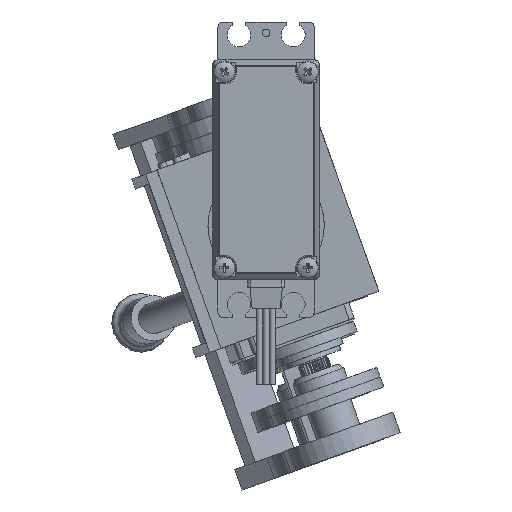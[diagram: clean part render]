
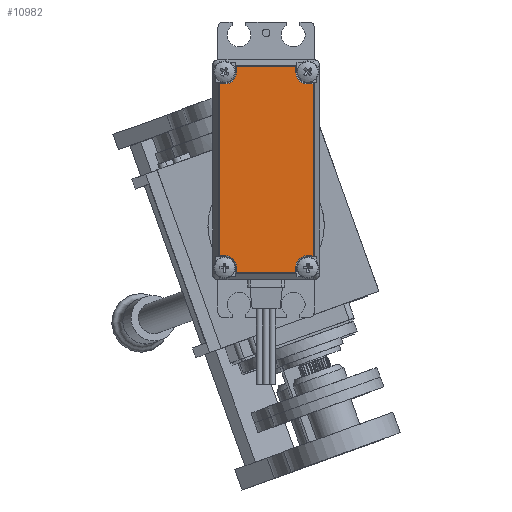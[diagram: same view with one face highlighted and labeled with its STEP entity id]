
A CAD part, front view. The second image highlights one B-rep face of the part: STEP entity #10982.
In plain terms, the highlighted planar face has unit normal (0, -1, 0).
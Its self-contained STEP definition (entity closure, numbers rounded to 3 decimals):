
#968=LINE('',#16547,#1863);
#969=LINE('',#16549,#1864);
#970=LINE('',#16551,#1865);
#971=LINE('',#16555,#1866);
#972=LINE('',#16557,#1867);
#973=LINE('',#16559,#1868);
#974=LINE('',#16563,#1869);
#975=LINE('',#16565,#1870);
#976=LINE('',#16567,#1871);
#977=LINE('',#16571,#1872);
#978=LINE('',#16573,#1873);
#979=LINE('',#16574,#1874);
#1863=VECTOR('',#13186,1.168);
#1864=VECTOR('',#13187,11.);
#1865=VECTOR('',#13188,1.168);
#1866=VECTOR('',#13191,1.168);
#1867=VECTOR('',#13192,31.8);
#1868=VECTOR('',#13193,1.168);
#1869=VECTOR('',#13196,1.168);
#1870=VECTOR('',#13197,11.);
#1871=VECTOR('',#13198,1.168);
#1872=VECTOR('',#13201,1.168);
#1873=VECTOR('',#13202,31.8);
#1874=VECTOR('',#13203,1.168);
#3070=FACE_OUTER_BOUND('',#3703,.T.);
#3703=EDGE_LOOP('',(#7577,#7578,#7579,#7580,#7581,#7582,#7583,#7584,#7585,
#7586,#7587,#7588,#7589,#7590,#7591,#7592));
#4412=CIRCLE('',#11862,2.);
#4413=CIRCLE('',#11863,2.);
#4414=CIRCLE('',#11864,2.);
#4415=CIRCLE('',#11865,2.);
#4933=VERTEX_POINT('',#16543);
#4934=VERTEX_POINT('',#16544);
#4935=VERTEX_POINT('',#16546);
#4936=VERTEX_POINT('',#16548);
#4937=VERTEX_POINT('',#16550);
#4938=VERTEX_POINT('',#16552);
#4939=VERTEX_POINT('',#16554);
#4940=VERTEX_POINT('',#16556);
#4941=VERTEX_POINT('',#16558);
#4942=VERTEX_POINT('',#16560);
#4943=VERTEX_POINT('',#16562);
#4944=VERTEX_POINT('',#16564);
#4945=VERTEX_POINT('',#16566);
#4946=VERTEX_POINT('',#16568);
#4947=VERTEX_POINT('',#16570);
#4948=VERTEX_POINT('',#16572);
#5967=EDGE_CURVE('',#4933,#4934,#4412,.T.);
#5968=EDGE_CURVE('',#4934,#4935,#968,.T.);
#5969=EDGE_CURVE('',#4935,#4936,#969,.F.);
#5970=EDGE_CURVE('',#4936,#4937,#970,.F.);
#5971=EDGE_CURVE('',#4937,#4938,#4413,.T.);
#5972=EDGE_CURVE('',#4938,#4939,#971,.F.);
#5973=EDGE_CURVE('',#4939,#4940,#972,.F.);
#5974=EDGE_CURVE('',#4940,#4941,#973,.T.);
#5975=EDGE_CURVE('',#4941,#4942,#4414,.T.);
#5976=EDGE_CURVE('',#4942,#4943,#974,.T.);
#5977=EDGE_CURVE('',#4943,#4944,#975,.T.);
#5978=EDGE_CURVE('',#4944,#4945,#976,.F.);
#5979=EDGE_CURVE('',#4945,#4946,#4415,.T.);
#5980=EDGE_CURVE('',#4946,#4947,#977,.F.);
#5981=EDGE_CURVE('',#4947,#4948,#978,.T.);
#5982=EDGE_CURVE('',#4948,#4933,#979,.T.);
#7577=ORIENTED_EDGE('',*,*,#5967,.T.);
#7578=ORIENTED_EDGE('',*,*,#5968,.T.);
#7579=ORIENTED_EDGE('',*,*,#5969,.T.);
#7580=ORIENTED_EDGE('',*,*,#5970,.T.);
#7581=ORIENTED_EDGE('',*,*,#5971,.T.);
#7582=ORIENTED_EDGE('',*,*,#5972,.T.);
#7583=ORIENTED_EDGE('',*,*,#5973,.T.);
#7584=ORIENTED_EDGE('',*,*,#5974,.T.);
#7585=ORIENTED_EDGE('',*,*,#5975,.T.);
#7586=ORIENTED_EDGE('',*,*,#5976,.T.);
#7587=ORIENTED_EDGE('',*,*,#5977,.T.);
#7588=ORIENTED_EDGE('',*,*,#5978,.T.);
#7589=ORIENTED_EDGE('',*,*,#5979,.T.);
#7590=ORIENTED_EDGE('',*,*,#5980,.T.);
#7591=ORIENTED_EDGE('',*,*,#5981,.T.);
#7592=ORIENTED_EDGE('',*,*,#5982,.T.);
#10622=PLANE('',#11861);
#10982=ADVANCED_FACE('',(#3070),#10622,.F.);
#11861=AXIS2_PLACEMENT_3D('',#16542,#13182,#13183);
#11862=AXIS2_PLACEMENT_3D('',#16545,#13184,#13185);
#11863=AXIS2_PLACEMENT_3D('',#16553,#13189,#13190);
#11864=AXIS2_PLACEMENT_3D('',#16561,#13194,#13195);
#11865=AXIS2_PLACEMENT_3D('',#16569,#13199,#13200);
#13182=DIRECTION('center_axis',(0.,1.,0.));
#13183=DIRECTION('ref_axis',(0.,0.,1.));
#13184=DIRECTION('center_axis',(0.,1.,0.));
#13185=DIRECTION('ref_axis',(0.,0.,1.));
#13186=DIRECTION('',(0.,0.,1.));
#13187=DIRECTION('',(1.,0.,0.));
#13188=DIRECTION('',(0.,0.,1.));
#13189=DIRECTION('center_axis',(0.,1.,0.));
#13190=DIRECTION('ref_axis',(0.,0.,1.));
#13191=DIRECTION('',(1.,0.,0.));
#13192=DIRECTION('',(0.,0.,1.));
#13193=DIRECTION('',(1.,0.,0.));
#13194=DIRECTION('center_axis',(0.,1.,0.));
#13195=DIRECTION('ref_axis',(0.,0.,1.));
#13196=DIRECTION('',(0.,0.,-1.));
#13197=DIRECTION('',(1.,0.,0.));
#13198=DIRECTION('',(0.,0.,-1.));
#13199=DIRECTION('center_axis',(0.,1.,0.));
#13200=DIRECTION('ref_axis',(0.,0.,1.));
#13201=DIRECTION('',(-1.,0.,0.));
#13202=DIRECTION('',(0.,0.,1.));
#13203=DIRECTION('',(-1.,0.,0.));
#16542=CARTESIAN_POINT('Origin',(0.,-6.4,0.));
#16543=CARTESIAN_POINT('',(7.5,-6.4,15.9));
#16544=CARTESIAN_POINT('',(5.5,-6.4,17.9));
#16545=CARTESIAN_POINT('Origin',(7.5,-6.4,17.9));
#16546=CARTESIAN_POINT('',(5.5,-6.4,19.068));
#16547=CARTESIAN_POINT('',(5.5,-6.4,17.9));
#16548=CARTESIAN_POINT('',(-5.5,-6.4,19.068));
#16549=CARTESIAN_POINT('',(-5.5,-6.4,19.068));
#16550=CARTESIAN_POINT('',(-5.5,-6.4,17.9));
#16551=CARTESIAN_POINT('',(-5.5,-6.4,17.9));
#16552=CARTESIAN_POINT('',(-7.5,-6.4,15.9));
#16553=CARTESIAN_POINT('Origin',(-7.5,-6.4,17.9));
#16554=CARTESIAN_POINT('',(-8.668,-6.4,15.9));
#16555=CARTESIAN_POINT('',(-8.668,-6.4,15.9));
#16556=CARTESIAN_POINT('',(-8.668,-6.4,-15.9));
#16557=CARTESIAN_POINT('',(-8.668,-6.4,-15.9));
#16558=CARTESIAN_POINT('',(-7.5,-6.4,-15.9));
#16559=CARTESIAN_POINT('',(-8.668,-6.4,-15.9));
#16560=CARTESIAN_POINT('',(-5.5,-6.4,-17.9));
#16561=CARTESIAN_POINT('Origin',(-7.5,-6.4,-17.9));
#16562=CARTESIAN_POINT('',(-5.5,-6.4,-19.068));
#16563=CARTESIAN_POINT('',(-5.5,-6.4,-17.9));
#16564=CARTESIAN_POINT('',(5.5,-6.4,-19.068));
#16565=CARTESIAN_POINT('',(-5.5,-6.4,-19.068));
#16566=CARTESIAN_POINT('',(5.5,-6.4,-17.9));
#16567=CARTESIAN_POINT('',(5.5,-6.4,-17.9));
#16568=CARTESIAN_POINT('',(7.5,-6.4,-15.9));
#16569=CARTESIAN_POINT('Origin',(7.5,-6.4,-17.9));
#16570=CARTESIAN_POINT('',(8.668,-6.4,-15.9));
#16571=CARTESIAN_POINT('',(8.668,-6.4,-15.9));
#16572=CARTESIAN_POINT('',(8.668,-6.4,15.9));
#16573=CARTESIAN_POINT('',(8.668,-6.4,-15.9));
#16574=CARTESIAN_POINT('',(8.668,-6.4,15.9));
